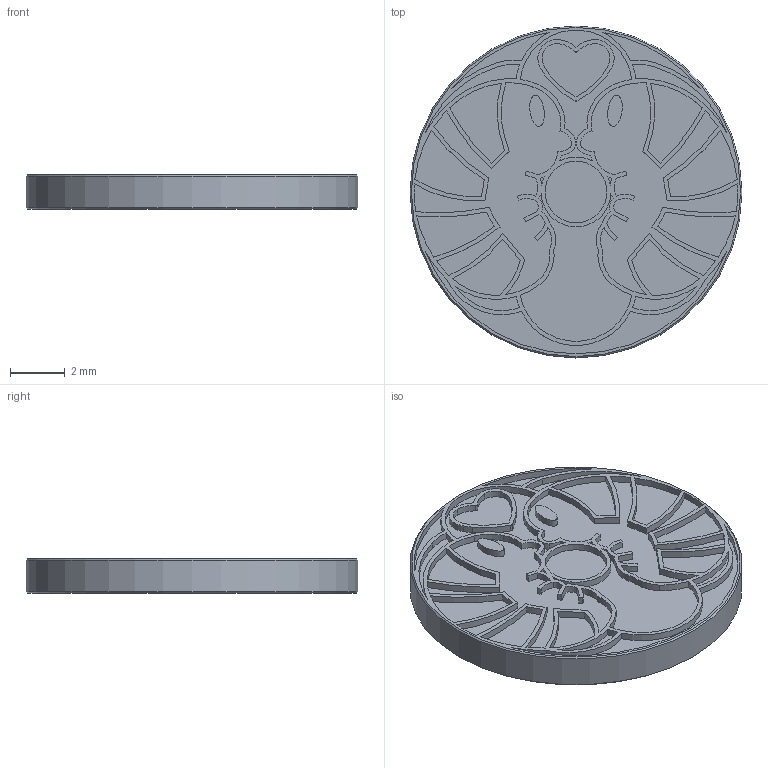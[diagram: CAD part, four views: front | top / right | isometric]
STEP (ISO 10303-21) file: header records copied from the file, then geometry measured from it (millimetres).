
FILE_DESCRIPTION(/* description */ ('STEP AP242','CAx-IF Rec.Pracs.---Representation and Presentation of Product Manufacturing Information (PMI)---4.0---2014-10-13','CAx-IF Rec.Pracs.---3D Tessellated Geometry---0.4---2014-09-14','2;1'),/* implementation_level */ '2;1');
FILE_NAME(/* name */ '67833a5b1ecea141885050d8',/* time_stamp */ '2025-01-12T03:43:23Z',/* author */ (''),/* organization */ (''),/* preprocessor_version */ 'ST-DEVELOPER v20',/* originating_system */ 'ONSHAPE BY PTC INC, 1.192',/* authorisation */ ' ');
FILE_SCHEMA (('AP242_MANAGED_MODEL_BASED_3D_ENGINEERING_MIM_LF { 1 0 10303 442 1 1 4 }'));
Length unit declared in the file: metre
Products named in the file (1): Part 1
Bounding box: 12.15 x 12.15 x 1.25 mm (x, y, z)
Volume: 122.4 mm3; surface area: 349.1 mm2
Topology: 1 solids, 1 shells, 234 faces, 617 edges, 411 vertices
Faces by surface type: cylinder 174, plane 56, bspline 2, cone 2
Full cylindrical faces by diameter (mm): 2.26 x1, 12.15 x1
Entity records: 7446 total; most frequent: DIRECTION 1430, CARTESIAN_POINT 1297, ORIENTED_EDGE 1220, EDGE_CURVE 610, AXIS2_PLACEMENT_3D 587, VERTEX_POINT 410, CIRCLE 350, EDGE_LOOP 266
